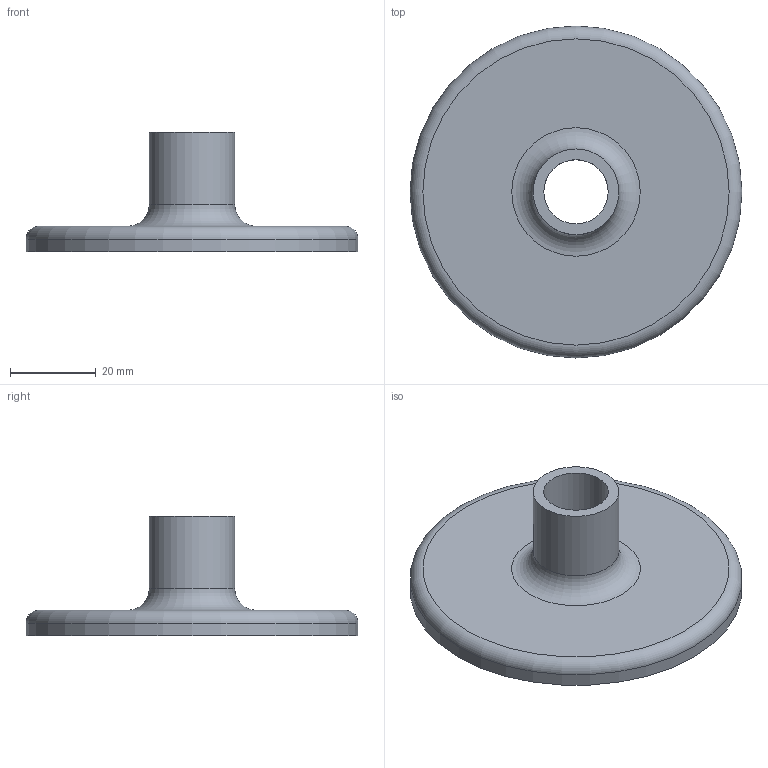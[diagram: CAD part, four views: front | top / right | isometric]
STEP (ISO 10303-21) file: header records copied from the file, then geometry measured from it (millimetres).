
FILE_DESCRIPTION(/* description */ ('STEP AP242','CAx-IF Rec.Pracs.---Representation and Presentation of Product Manufacturing Information (PMI)---4.0---2014-10-13','CAx-IF Rec.Pracs.---3D Tessellated Geometry---0.4---2014-09-14','2;1'),/* implementation_level */ '2;1');
FILE_NAME(/* name */ '64212b83026cf313d9540db7',/* time_stamp */ '2023-03-27T05:37:08+00:00',/* author */ (''),/* organization */ (''),/* preprocessor_version */ 'ST-DEVELOPER v18.102',/* originating_system */ ' ',/* authorisation */ ' ');
FILE_SCHEMA (('AP242_MANAGED_MODEL_BASED_3D_ENGINEERING_MIM_LF { 1 0 10303 442 1 1 4 }'));
Length unit declared in the file: metre
Products named in the file (1): Part 1
Bounding box: 77.5 x 77.5 x 28 mm (x, y, z)
Volume: 28947 mm3; surface area: 14211.6 mm2
Topology: 1 solids, 1 shells, 12 faces, 19 edges, 12 vertices
Faces by surface type: plane 5, cylinder 5, torus 2
Full cylindrical faces by diameter (mm): 15 x1, 20 x1, 73 x1, 76.5 x1, 77.5 x1
Entity records: 270 total; most frequent: DIRECTION 50, CARTESIAN_POINT 37, AXIS2_PLACEMENT_3D 25, ORIENTED_EDGE 24, EDGE_LOOP 24, FACE_BOUND 24, EDGE_CURVE 12, VERTEX_POINT 12
